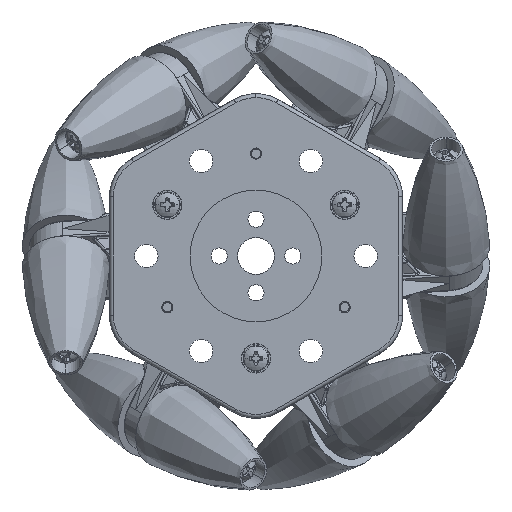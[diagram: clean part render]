
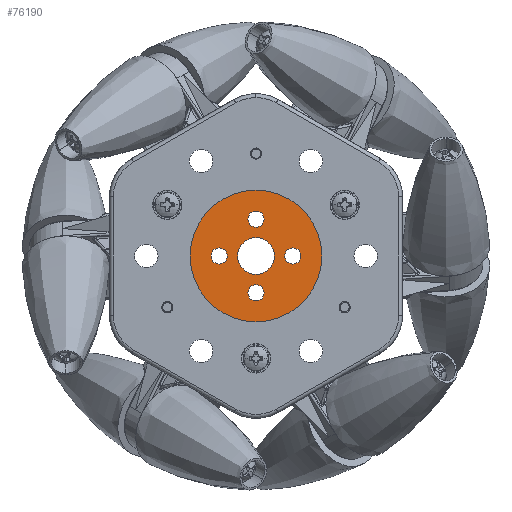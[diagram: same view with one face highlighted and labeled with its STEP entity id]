
A CAD part, left-side view. The second image highlights one B-rep face of the part: STEP entity #76190.
In plain terms, the highlighted planar face has unit normal (-1, 0, 0).
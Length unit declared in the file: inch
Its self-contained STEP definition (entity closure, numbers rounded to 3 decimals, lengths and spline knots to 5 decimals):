
#121 = AXIS2_PLACEMENT_3D ( 'NONE', #34131, #34506, #34275 ) ;
#141 = AXIS2_PLACEMENT_3D ( 'NONE', #35182, #35127, #34677 ) ;
#7591 = FACE_BOUND ( 'NONE', #10393, .T. ) ;
#7594 = FACE_BOUND ( 'NONE', #10538, .T. ) ;
#7595 = FACE_BOUND ( 'NONE', #10923, .T. ) ;
#7600 = FACE_BOUND ( 'NONE', #10472, .T. ) ;
#7602 = FACE_OUTER_BOUND ( 'NONE', #63096, .T. ) ;
#7604 = FACE_BOUND ( 'NONE', #63134, .T. ) ;
#10393 = EDGE_LOOP ( 'NONE', ( #55642, #71761 ) ) ;
#10472 = EDGE_LOOP ( 'NONE', ( #55955, #56614 ) ) ;
#10538 = EDGE_LOOP ( 'NONE', ( #56410, #55530 ) ) ;
#10923 = EDGE_LOOP ( 'NONE', ( #56743, #55830 ) ) ;
#26913 = AXIS2_PLACEMENT_3D ( 'NONE', #59393, #60055, #58959 ) ;
#26930 = AXIS2_PLACEMENT_3D ( 'NONE', #60567, #59409, #58907 ) ;
#26984 = AXIS2_PLACEMENT_3D ( 'NONE', #59264, #59852, #59070 ) ;
#27009 = AXIS2_PLACEMENT_3D ( 'NONE', #59584, #59857, #59862 ) ;
#27717 = AXIS2_PLACEMENT_3D ( 'NONE', #46625, #47393, #47391 ) ;
#32872 = AXIS2_PLACEMENT_3D ( 'NONE', #59208, #60377, #60595 ) ;
#32876 = AXIS2_PLACEMENT_3D ( 'NONE', #34595, #34925, #34799 ) ;
#32897 = AXIS2_PLACEMENT_3D ( 'NONE', #34267, #33628, #34339 ) ;
#32910 = AXIS2_PLACEMENT_3D ( 'NONE', #34636, #34330, #33706 ) ;
#33628 = DIRECTION ( 'NONE',  ( 1., 0., 0. ) ) ;
#33706 = DIRECTION ( 'NONE',  ( 0., 0., 1. ) ) ;
#34131 = CARTESIAN_POINT ( 'NONE',  ( 0.035, 0., 0.31496 ) ) ;
#34267 = CARTESIAN_POINT ( 'NONE',  ( 0.035, -0.31496, 0. ) ) ;
#34275 = DIRECTION ( 'NONE',  ( 0., 0., 1. ) ) ;
#34330 = DIRECTION ( 'NONE',  ( -1., 0., 0. ) ) ;
#34339 = DIRECTION ( 'NONE',  ( 0., 0., 1. ) ) ;
#34506 = DIRECTION ( 'NONE',  ( 1., 0., 0. ) ) ;
#34595 = CARTESIAN_POINT ( 'NONE',  ( 0.035, 0., 0.31496 ) ) ;
#34636 = CARTESIAN_POINT ( 'NONE',  ( 0.035, 0., 0. ) ) ;
#34656 = CARTESIAN_POINT ( 'NONE',  ( 0.035, 0., -0.38386 ) ) ;
#34677 = DIRECTION ( 'NONE',  ( 0., 0., 1. ) ) ;
#34780 = CARTESIAN_POINT ( 'NONE',  ( 0.035, -0.31496, -0.0689 ) ) ;
#34799 = DIRECTION ( 'NONE',  ( 0., 0., 1. ) ) ;
#34925 = DIRECTION ( 'NONE',  ( 1., 0., 0. ) ) ;
#35127 = DIRECTION ( 'NONE',  ( 1., 0., 0. ) ) ;
#35128 = CARTESIAN_POINT ( 'NONE',  ( 0.035, 0., -0.15748 ) ) ;
#35182 = CARTESIAN_POINT ( 'NONE',  ( 0.035, 0., -0.31496 ) ) ;
#42785 = CARTESIAN_POINT ( 'NONE',  ( 0.035, 0., 0. ) ) ;
#42962 = DIRECTION ( 'NONE',  ( -1., 0., 0. ) ) ;
#43149 = PLANE ( 'NONE',  #61010 ) ;
#43344 = DIRECTION ( 'NONE',  ( 0., 0., 1. ) ) ;
#44259 = AXIS2_PLACEMENT_3D ( 'NONE', #73966, #73497, #74154 ) ;
#44998 = VERTEX_POINT ( 'NONE', #52174 ) ;
#45101 = VERTEX_POINT ( 'NONE', #52099 ) ;
#45118 = VERTEX_POINT ( 'NONE', #52084 ) ;
#45201 = VERTEX_POINT ( 'NONE', #52693 ) ;
#45251 = VERTEX_POINT ( 'NONE', #52258 ) ;
#45257 = VERTEX_POINT ( 'NONE', #52254 ) ;
#45340 = VERTEX_POINT ( 'NONE', #52190 ) ;
#45355 = VERTEX_POINT ( 'NONE', #52704 ) ;
#45385 = VERTEX_POINT ( 'NONE', #52737 ) ;
#45617 = VERTEX_POINT ( 'NONE', #34656 ) ;
#45719 = VERTEX_POINT ( 'NONE', #35128 ) ;
#45723 = VERTEX_POINT ( 'NONE', #34780 ) ;
#46625 = CARTESIAN_POINT ( 'NONE',  ( 0.035, -0.31496, 0. ) ) ;
#47391 = DIRECTION ( 'NONE',  ( 0., 0., 1. ) ) ;
#47393 = DIRECTION ( 'NONE',  ( 1., 0., 0. ) ) ;
#47672 = EDGE_CURVE ( 'NONE', #45340, #45617, #70442, .T. ) ;
#47755 = EDGE_CURVE ( 'NONE', #44998, #45385, #70642, .T. ) ;
#47775 = EDGE_CURVE ( 'NONE', #45385, #44998, #70696, .T. ) ;
#47840 = EDGE_CURVE ( 'NONE', #45723, #45251, #70850, .T. ) ;
#47918 = EDGE_CURVE ( 'NONE', #45201, #45355, #70938, .T. ) ;
#48066 = EDGE_CURVE ( 'NONE', #45118, #45719, #64165, .T. ) ;
#48126 = EDGE_CURVE ( 'NONE', #45257, #45101, #64288, .T. ) ;
#48179 = EDGE_CURVE ( 'NONE', #45617, #45340, #64331, .T. ) ;
#48362 = EDGE_CURVE ( 'NONE', #45719, #45118, #64419, .T. ) ;
#48505 = EDGE_CURVE ( 'NONE', #45355, #45201, #64458, .T. ) ;
#52084 = CARTESIAN_POINT ( 'NONE',  ( 0.035, 0., 0.15748 ) ) ;
#52099 = CARTESIAN_POINT ( 'NONE',  ( 0.035, 0.31496, -0.0689 ) ) ;
#52174 = CARTESIAN_POINT ( 'NONE',  ( 0.035, 0., 0.24606 ) ) ;
#52190 = CARTESIAN_POINT ( 'NONE',  ( 0.035, 0., -0.24606 ) ) ;
#52254 = CARTESIAN_POINT ( 'NONE',  ( 0.035, 0.31496, 0.0689 ) ) ;
#52258 = CARTESIAN_POINT ( 'NONE',  ( 0.035, -0.31496, 0.0689 ) ) ;
#52693 = CARTESIAN_POINT ( 'NONE',  ( 0.035, 0., -0.5625 ) ) ;
#52704 = CARTESIAN_POINT ( 'NONE',  ( 0.035, 0., 0.5625 ) ) ;
#52737 = CARTESIAN_POINT ( 'NONE',  ( 0.035, 0., 0.38386 ) ) ;
#52975 = CIRCLE ( 'NONE', #44259, 0.0689 ) ;
#55530 = ORIENTED_EDGE ( 'NONE', *, *, #47840, .T. ) ;
#55642 = ORIENTED_EDGE ( 'NONE', *, *, #47775, .T. ) ;
#55650 = ORIENTED_EDGE ( 'NONE', *, *, #47918, .T. ) ;
#55830 = ORIENTED_EDGE ( 'NONE', *, *, #67511, .T. ) ;
#55955 = ORIENTED_EDGE ( 'NONE', *, *, #48066, .T. ) ;
#55978 = ORIENTED_EDGE ( 'NONE', *, *, #48505, .T. ) ;
#56410 = ORIENTED_EDGE ( 'NONE', *, *, #66222, .T. ) ;
#56614 = ORIENTED_EDGE ( 'NONE', *, *, #48362, .T. ) ;
#56718 = ORIENTED_EDGE ( 'NONE', *, *, #48179, .T. ) ;
#56743 = ORIENTED_EDGE ( 'NONE', *, *, #48126, .T. ) ;
#58907 = DIRECTION ( 'NONE',  ( 0., 0., 1. ) ) ;
#58959 = DIRECTION ( 'NONE',  ( 0., 0., 1. ) ) ;
#59070 = DIRECTION ( 'NONE',  ( 0., 0., 1. ) ) ;
#59208 = CARTESIAN_POINT ( 'NONE',  ( 0.035, 0., 0. ) ) ;
#59264 = CARTESIAN_POINT ( 'NONE',  ( 0.035, 0., 0. ) ) ;
#59393 = CARTESIAN_POINT ( 'NONE',  ( 0.035, 0.31496, 0. ) ) ;
#59409 = DIRECTION ( 'NONE',  ( 1., 0., 0. ) ) ;
#59584 = CARTESIAN_POINT ( 'NONE',  ( 0.035, 0., 0. ) ) ;
#59852 = DIRECTION ( 'NONE',  ( -1., 0., 0. ) ) ;
#59857 = DIRECTION ( 'NONE',  ( 1., 0., 0. ) ) ;
#59862 = DIRECTION ( 'NONE',  ( 0., 0., 1. ) ) ;
#60055 = DIRECTION ( 'NONE',  ( 1., 0., 0. ) ) ;
#60377 = DIRECTION ( 'NONE',  ( 1., 0., 0. ) ) ;
#60567 = CARTESIAN_POINT ( 'NONE',  ( 0.035, 0., -0.31496 ) ) ;
#60595 = DIRECTION ( 'NONE',  ( 0., 0., 1. ) ) ;
#61010 = AXIS2_PLACEMENT_3D ( 'NONE', #42785, #42962, #43344 ) ;
#63096 = EDGE_LOOP ( 'NONE', ( #55978, #55650 ) ) ;
#63134 = EDGE_LOOP ( 'NONE', ( #71903, #56718 ) ) ;
#64165 = CIRCLE ( 'NONE', #32872, 0.15748 ) ;
#64288 = CIRCLE ( 'NONE', #26913, 0.0689 ) ;
#64331 = CIRCLE ( 'NONE', #26930, 0.0689 ) ;
#64419 = CIRCLE ( 'NONE', #27009, 0.15748 ) ;
#64458 = CIRCLE ( 'NONE', #26984, 0.5625 ) ;
#64595 = CIRCLE ( 'NONE', #27717, 0.0689 ) ;
#66222 = EDGE_CURVE ( 'NONE', #45251, #45723, #64595, .T. ) ;
#67511 = EDGE_CURVE ( 'NONE', #45101, #45257, #52975, .T. ) ;
#70442 = CIRCLE ( 'NONE', #141, 0.0689 ) ;
#70642 = CIRCLE ( 'NONE', #121, 0.0689 ) ;
#70696 = CIRCLE ( 'NONE', #32876, 0.0689 ) ;
#70850 = CIRCLE ( 'NONE', #32897, 0.0689 ) ;
#70938 = CIRCLE ( 'NONE', #32910, 0.5625 ) ;
#71761 = ORIENTED_EDGE ( 'NONE', *, *, #47755, .T. ) ;
#71903 = ORIENTED_EDGE ( 'NONE', *, *, #47672, .T. ) ;
#73497 = DIRECTION ( 'NONE',  ( 1., 0., 0. ) ) ;
#73966 = CARTESIAN_POINT ( 'NONE',  ( 0.035, 0.31496, 0. ) ) ;
#74154 = DIRECTION ( 'NONE',  ( 0., 0., 1. ) ) ;
#76190 = ADVANCED_FACE ( 'NONE', ( #7595, #7594, #7602, #7604, #7591, #7600 ), #43149, .T. ) ;
